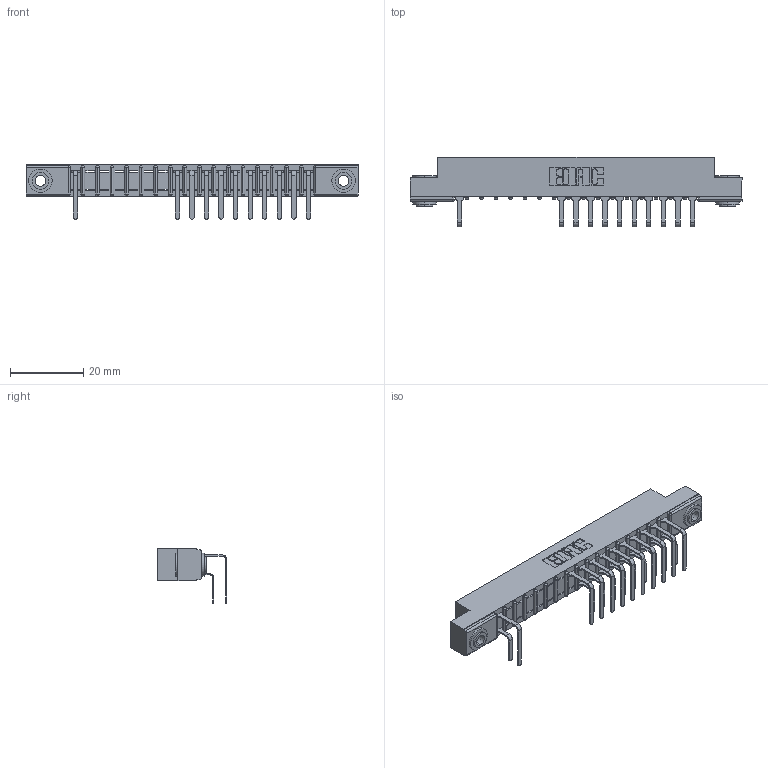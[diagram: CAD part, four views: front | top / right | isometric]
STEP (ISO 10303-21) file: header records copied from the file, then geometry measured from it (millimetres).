
FILE_DESCRIPTION (( 'STEP AP203' ), '1' );
FILE_NAME ('307-034-558-203.STEP', '2018-08-05T06:40:55', ( '' ), ( '' ), 'SwSTEP 2.0', 'SolidWorks 2016', '' );
FILE_SCHEMA (( 'CONFIG_CONTROL_DESIGN' ));
Length unit declared in the file: inch
Products named in the file (5): 345-250-002_345-250-002-102; 307-034-558-203; 307 Part_.156 Dia Mounting Holes; 307-290-001_558 559 - 1 (Single); 307-290-001_558 - 2 (Single)
Assembly tree (24 placements, depth 2):
  307-034-558-203
    307 Part_.156 Dia Mounting Holes
    307-290-001_558 559 - 1 (Single)  x10
    307-290-001_558 - 2 (Single)  x11
    345-250-002_345-250-002-102  x2
Bounding box: 90.37 x 18.96 x 14.81 mm (x, y, z)
Volume: 5839.7 mm3; surface area: 9840.9 mm2
Topology: 24 solids, 24 shells, 1368 faces, 3833 edges, 2474 vertices
Faces by surface type: plane 865, cylinder 459, sphere 36, cone 8
Entity records: 20296 total; most frequent: CARTESIAN_POINT 3367, ORIENTED_EDGE 3338, DIRECTION 3309, EDGE_CURVE 1669, VECTOR 1261, LINE 1261, VERTEX_POINT 1082, AXIS2_PLACEMENT_3D 1024
